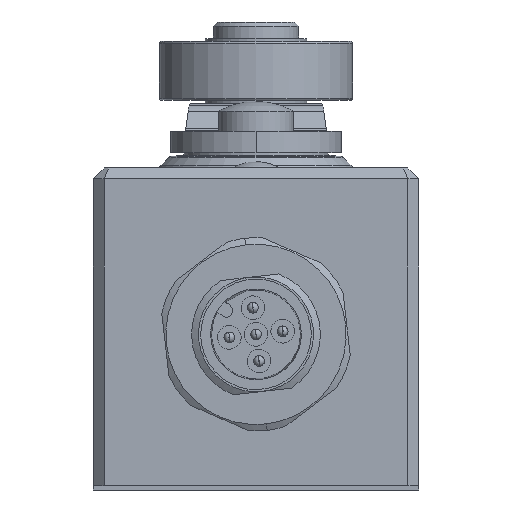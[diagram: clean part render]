
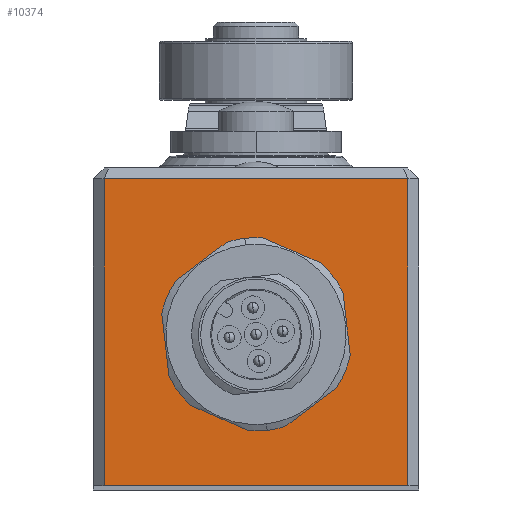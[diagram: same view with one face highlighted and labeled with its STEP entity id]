
A CAD part, front view. The second image highlights one B-rep face of the part: STEP entity #10374.
In plain terms, the highlighted planar face has unit normal (0, -1, 0).
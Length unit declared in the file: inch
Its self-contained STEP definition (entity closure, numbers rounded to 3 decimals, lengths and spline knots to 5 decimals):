
#74 = EDGE_LOOP ( 'NONE', ( #12324, #13569 ) ) ;
#79 = EDGE_CURVE ( 'NONE', #8438, #14559, #16031, .T. ) ;
#453 = DIRECTION ( 'NONE',  ( 0., 1., 0. ) ) ;
#574 = VERTEX_POINT ( 'NONE', #625 ) ;
#625 = CARTESIAN_POINT ( 'NONE',  ( -0.55709, -2.1063, 0.01575 ) ) ;
#1245 = DIRECTION ( 'NONE',  ( 0., -1., 0. ) ) ;
#1536 = EDGE_CURVE ( 'NONE', #574, #7629, #14403, .T. ) ;
#1805 = CARTESIAN_POINT ( 'NONE',  ( -0.55709, -2.1063, 0.01575 ) ) ;
#2110 = AXIS2_PLACEMENT_3D ( 'NONE', #4553, #453, #4391 ) ;
#2223 = LINE ( 'NONE', #1805, #8628 ) ;
#2373 = PLANE ( 'NONE',  #9669 ) ;
#2407 = LINE ( 'NONE', #11001, #8599 ) ;
#2437 = DIRECTION ( 'NONE',  ( 0., 0., 1. ) ) ;
#2638 = FACE_BOUND ( 'NONE', #74, .T. ) ;
#3266 = DIRECTION ( 'NONE',  ( 1., 0., 0. ) ) ;
#3275 = CARTESIAN_POINT ( 'NONE',  ( 0.55709, -2.1063, 1.14173 ) ) ;
#3750 = VERTEX_POINT ( 'NONE', #3275 ) ;
#4363 = CIRCLE ( 'NONE', #2110, 0.31496 ) ;
#4391 = DIRECTION ( 'NONE',  ( 1., 0., 0. ) ) ;
#4553 = CARTESIAN_POINT ( 'NONE',  ( 0., -2.1063, 0.57087 ) ) ;
#5275 = DIRECTION ( 'NONE',  ( 0., 0., -1. ) ) ;
#5770 = DIRECTION ( 'NONE',  ( 1., 0., 0. ) ) ;
#6013 = DIRECTION ( 'NONE',  ( 1., 0., 0. ) ) ;
#6124 = CARTESIAN_POINT ( 'NONE',  ( 0.31496, -2.1063, 0.57087 ) ) ;
#6128 = DIRECTION ( 'NONE',  ( 0., 1., 0. ) ) ;
#6649 = CARTESIAN_POINT ( 'NONE',  ( -0.55709, -2.1063, 1.14173 ) ) ;
#6981 = VECTOR ( 'NONE', #2437, 39.37008 ) ;
#7038 = EDGE_LOOP ( 'NONE', ( #7452, #10140, #10481, #15722 ) ) ;
#7123 = EDGE_CURVE ( 'NONE', #14559, #8438, #4363, .T. ) ;
#7452 = ORIENTED_EDGE ( 'NONE', *, *, #1536, .T. ) ;
#7629 = VERTEX_POINT ( 'NONE', #13788 ) ;
#7907 = CARTESIAN_POINT ( 'NONE',  ( -0.31496, -2.1063, 0.57087 ) ) ;
#7999 = LINE ( 'NONE', #14112, #6981 ) ;
#8157 = DIRECTION ( 'NONE',  ( 0., 0., 1. ) ) ;
#8438 = VERTEX_POINT ( 'NONE', #7907 ) ;
#8599 = VECTOR ( 'NONE', #3266, 39.37008 ) ;
#8628 = VECTOR ( 'NONE', #8157, 39.37008 ) ;
#9612 = EDGE_CURVE ( 'NONE', #574, #10568, #2223, .T. ) ;
#9669 = AXIS2_PLACEMENT_3D ( 'NONE', #10145, #1245, #5275 ) ;
#9957 = EDGE_CURVE ( 'NONE', #7629, #3750, #7999, .T. ) ;
#10140 = ORIENTED_EDGE ( 'NONE', *, *, #9957, .T. ) ;
#10145 = CARTESIAN_POINT ( 'NONE',  ( 0.55709, -2.1063, 0. ) ) ;
#10279 = AXIS2_PLACEMENT_3D ( 'NONE', #11168, #6128, #6013 ) ;
#10374 = ADVANCED_FACE ( 'NONE', ( #2638, #15178 ), #2373, .T. ) ;
#10481 = ORIENTED_EDGE ( 'NONE', *, *, #10658, .F. ) ;
#10568 = VERTEX_POINT ( 'NONE', #6649 ) ;
#10658 = EDGE_CURVE ( 'NONE', #10568, #3750, #2407, .T. ) ;
#11001 = CARTESIAN_POINT ( 'NONE',  ( -0.55709, -2.1063, 1.14173 ) ) ;
#11168 = CARTESIAN_POINT ( 'NONE',  ( 0., -2.1063, 0.57087 ) ) ;
#12324 = ORIENTED_EDGE ( 'NONE', *, *, #7123, .T. ) ;
#13338 = CARTESIAN_POINT ( 'NONE',  ( -0.55709, -2.1063, 0.01575 ) ) ;
#13569 = ORIENTED_EDGE ( 'NONE', *, *, #79, .T. ) ;
#13788 = CARTESIAN_POINT ( 'NONE',  ( 0.55709, -2.1063, 0.01575 ) ) ;
#14112 = CARTESIAN_POINT ( 'NONE',  ( 0.55709, -2.1063, 0.01575 ) ) ;
#14403 = LINE ( 'NONE', #13338, #14789 ) ;
#14559 = VERTEX_POINT ( 'NONE', #6124 ) ;
#14789 = VECTOR ( 'NONE', #5770, 39.37008 ) ;
#15178 = FACE_OUTER_BOUND ( 'NONE', #7038, .T. ) ;
#15722 = ORIENTED_EDGE ( 'NONE', *, *, #9612, .F. ) ;
#16031 = CIRCLE ( 'NONE', #10279, 0.31496 ) ;
